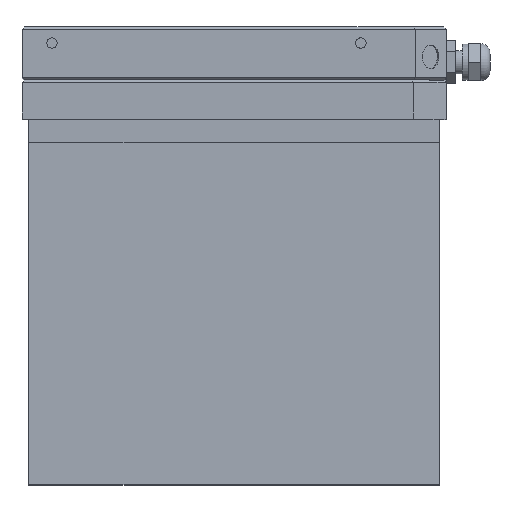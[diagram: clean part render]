
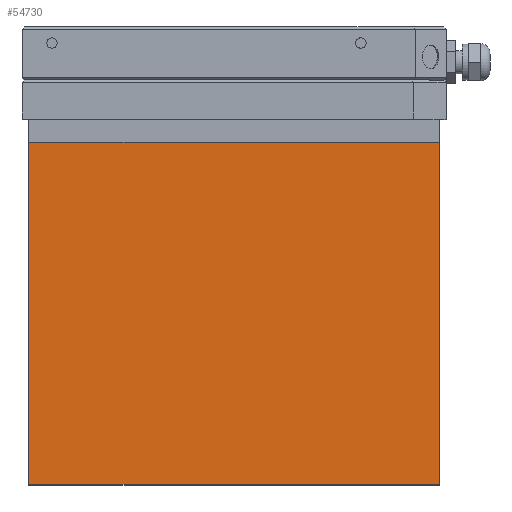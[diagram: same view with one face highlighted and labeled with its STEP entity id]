
A CAD part, top view. The second image highlights one B-rep face of the part: STEP entity #54730.
In plain terms, the highlighted planar face has unit normal (0, 0, 1).
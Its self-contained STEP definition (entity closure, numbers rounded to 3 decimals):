
#2497 = VERTEX_POINT ( 'NONE', #154632 ) ;
#2557 = EDGE_CURVE ( 'NONE', #124262, #129914, #75714, .T. ) ;
#4544 = CARTESIAN_POINT ( 'NONE',  ( -39.268, 13.965, 142.1 ) ) ;
#14536 = DIRECTION ( 'NONE',  ( -1., 0., 0. ) ) ;
#15299 = CARTESIAN_POINT ( 'NONE',  ( -39.268, 88.165, 142.1 ) ) ;
#23783 = EDGE_CURVE ( 'NONE', #87464, #129914, #142791, .T. ) ;
#26670 = VECTOR ( 'NONE', #126914, 1000. ) ;
#29896 = CARTESIAN_POINT ( 'NONE',  ( 49.732, 13.965, 142.1 ) ) ;
#32119 = CARTESIAN_POINT ( 'NONE',  ( -39.268, 13.965, 142.1 ) ) ;
#32306 = EDGE_CURVE ( 'NONE', #2497, #124262, #41851, .T. ) ;
#41851 = LINE ( 'NONE', #29896, #26670 ) ;
#43437 = FACE_OUTER_BOUND ( 'NONE', #76582, .T. ) ;
#46396 = VECTOR ( 'NONE', #98024, 1000. ) ;
#54730 = ADVANCED_FACE ( 'NONE', ( #43437 ), #103845, .F. ) ;
#60203 = VECTOR ( 'NONE', #14536, 1000. ) ;
#61067 = CARTESIAN_POINT ( 'NONE',  ( -39.268, 88.165, 142.1 ) ) ;
#75714 = LINE ( 'NONE', #15299, #46396 ) ;
#76582 = EDGE_LOOP ( 'NONE', ( #141683, #85754, #143762, #80837 ) ) ;
#80837 = ORIENTED_EDGE ( 'NONE', *, *, #32306, .T. ) ;
#85754 = ORIENTED_EDGE ( 'NONE', *, *, #23783, .F. ) ;
#87464 = VERTEX_POINT ( 'NONE', #32119 ) ;
#91212 = DIRECTION ( 'NONE',  ( 0., 0., -1. ) ) ;
#98024 = DIRECTION ( 'NONE',  ( -1., 0., 0. ) ) ;
#98486 = AXIS2_PLACEMENT_3D ( 'NONE', #4544, #91212, #139729 ) ;
#101780 = LINE ( 'NONE', #121106, #60203 ) ;
#103845 = PLANE ( 'NONE',  #98486 ) ;
#117544 = EDGE_CURVE ( 'NONE', #2497, #87464, #101780, .T. ) ;
#118842 = CARTESIAN_POINT ( 'NONE',  ( -39.268, 13.965, 142.1 ) ) ;
#120392 = DIRECTION ( 'NONE',  ( 0., 1., 0. ) ) ;
#121106 = CARTESIAN_POINT ( 'NONE',  ( -39.268, 13.965, 142.1 ) ) ;
#124262 = VERTEX_POINT ( 'NONE', #127041 ) ;
#126914 = DIRECTION ( 'NONE',  ( 0., 1., 0. ) ) ;
#127041 = CARTESIAN_POINT ( 'NONE',  ( 49.732, 88.165, 142.1 ) ) ;
#129914 = VERTEX_POINT ( 'NONE', #61067 ) ;
#139729 = DIRECTION ( 'NONE',  ( 1., 0., 0. ) ) ;
#141683 = ORIENTED_EDGE ( 'NONE', *, *, #2557, .T. ) ;
#142791 = LINE ( 'NONE', #118842, #153862 ) ;
#143762 = ORIENTED_EDGE ( 'NONE', *, *, #117544, .F. ) ;
#153862 = VECTOR ( 'NONE', #120392, 1000. ) ;
#154632 = CARTESIAN_POINT ( 'NONE',  ( 49.732, 13.965, 142.1 ) ) ;
